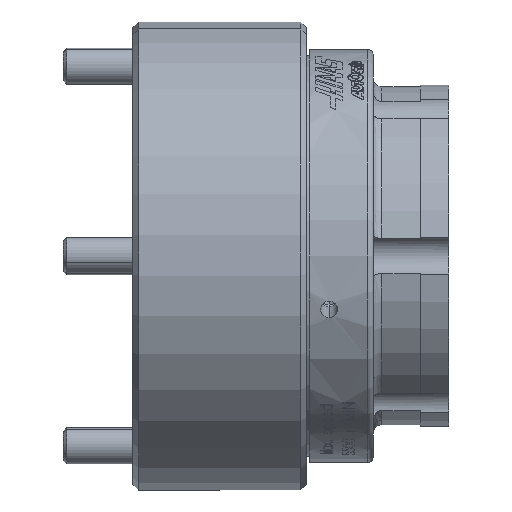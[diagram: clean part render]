
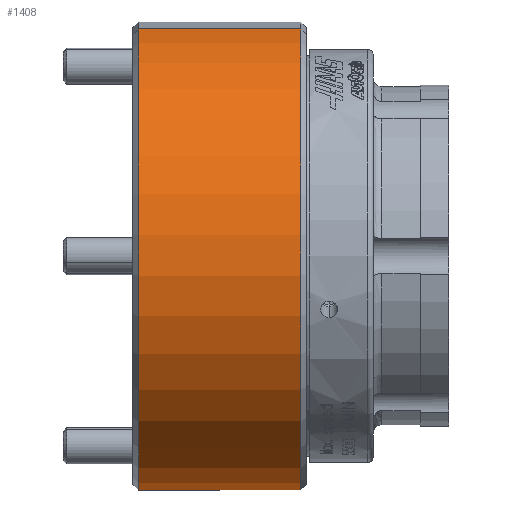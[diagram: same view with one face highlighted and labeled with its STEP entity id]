
A CAD part, front view. The second image highlights one B-rep face of the part: STEP entity #1408.
In plain terms, the highlighted cylindrical face has radius 82.5 mm (diameter 165 mm), a partial arc.
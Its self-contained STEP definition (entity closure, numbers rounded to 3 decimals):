
#537 = ORIENTED_EDGE ( 'NONE', *, *, #9600, .T. ) ;
#1274 = VERTEX_POINT ( 'NONE', #17681 ) ;
#1408 = ADVANCED_FACE ( 'NONE', ( #24139 ), #6417, .T. ) ;
#1708 = DIRECTION ( 'NONE',  ( 1., 0., 0. ) ) ;
#1952 = EDGE_CURVE ( 'NONE', #15080, #1274, #11004, .T. ) ;
#2002 = CIRCLE ( 'NONE', #16466, 82.5 ) ;
#2882 = DIRECTION ( 'NONE',  ( 0., 0., 1. ) ) ;
#3273 = ORIENTED_EDGE ( 'NONE', *, *, #1952, .T. ) ;
#4476 = DIRECTION ( 'NONE',  ( 0., 0., 1. ) ) ;
#5207 = AXIS2_PLACEMENT_3D ( 'NONE', #14296, #22186, #4476 ) ;
#6417 = CYLINDRICAL_SURFACE ( 'NONE', #5207, 82.5 ) ;
#6661 = DIRECTION ( 'NONE',  ( -1., 0., 0. ) ) ;
#7411 = VECTOR ( 'NONE', #25058, 1000. ) ;
#9294 = LINE ( 'NONE', #17167, #7411 ) ;
#9600 = EDGE_CURVE ( 'NONE', #1274, #11460, #16483, .T. ) ;
#9621 = DIRECTION ( 'NONE',  ( 0., 0., -1. ) ) ;
#10922 = CARTESIAN_POINT ( 'NONE',  ( 59., 0., -82.5 ) ) ;
#11004 = CIRCLE ( 'NONE', #25461, 82.5 ) ;
#11460 = VERTEX_POINT ( 'NONE', #16161 ) ;
#12709 = CARTESIAN_POINT ( 'NONE',  ( 59., 0., 0. ) ) ;
#13008 = ORIENTED_EDGE ( 'NONE', *, *, #19250, .F. ) ;
#14296 = CARTESIAN_POINT ( 'NONE',  ( 0., 0., 0. ) ) ;
#14683 = VECTOR ( 'NONE', #6661, 1000. ) ;
#15080 = VERTEX_POINT ( 'NONE', #10922 ) ;
#15210 = ORIENTED_EDGE ( 'NONE', *, *, #15243, .T. ) ;
#15243 = EDGE_CURVE ( 'NONE', #11460, #25544, #2002, .T. ) ;
#16161 = CARTESIAN_POINT ( 'NONE',  ( 2., 0., 82.5 ) ) ;
#16466 = AXIS2_PLACEMENT_3D ( 'NONE', #19426, #1708, #9621 ) ;
#16483 = LINE ( 'NONE', #24376, #14683 ) ;
#17167 = CARTESIAN_POINT ( 'NONE',  ( 0., 0., -82.5 ) ) ;
#17681 = CARTESIAN_POINT ( 'NONE',  ( 59., 0., 82.5 ) ) ;
#19250 = EDGE_CURVE ( 'NONE', #15080, #25544, #9294, .T. ) ;
#19426 = CARTESIAN_POINT ( 'NONE',  ( 2., 0., 0. ) ) ;
#20594 = DIRECTION ( 'NONE',  ( -1., 0., 0. ) ) ;
#22186 = DIRECTION ( 'NONE',  ( -1., 0., 0. ) ) ;
#24042 = CARTESIAN_POINT ( 'NONE',  ( 2., 0., -82.5 ) ) ;
#24139 = FACE_OUTER_BOUND ( 'NONE', #24952, .T. ) ;
#24376 = CARTESIAN_POINT ( 'NONE',  ( 0., 0., 82.5 ) ) ;
#24952 = EDGE_LOOP ( 'NONE', ( #13008, #3273, #537, #15210 ) ) ;
#25058 = DIRECTION ( 'NONE',  ( -1., 0., 0. ) ) ;
#25461 = AXIS2_PLACEMENT_3D ( 'NONE', #12709, #20594, #2882 ) ;
#25544 = VERTEX_POINT ( 'NONE', #24042 ) ;
